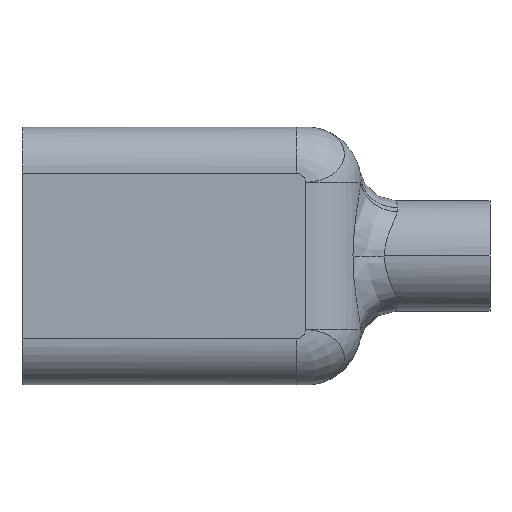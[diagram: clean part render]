
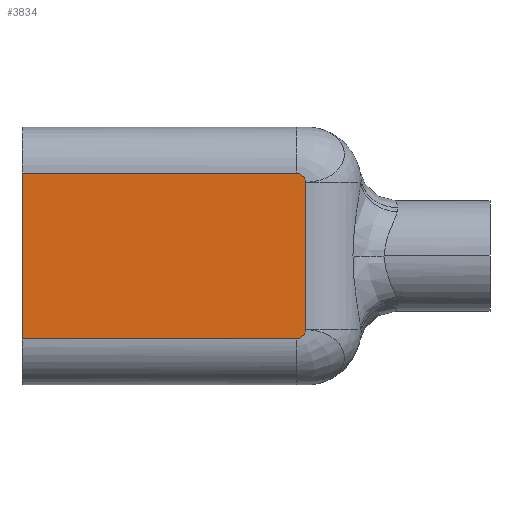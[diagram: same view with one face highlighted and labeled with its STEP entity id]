
A CAD part, left-side view. The second image highlights one B-rep face of the part: STEP entity #3834.
In plain terms, the highlighted planar face has unit normal (-1, 0, 0).
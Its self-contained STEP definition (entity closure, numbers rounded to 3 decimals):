
#193 = CARTESIAN_POINT ( 'NONE',  ( -13.5, 7.5, 10. ) ) ;
#212 = EDGE_LOOP ( 'NONE', ( #479, #1243, #707, #2854, #494, #2205 ) ) ;
#282 = DIRECTION ( 'NONE',  ( 0., 0., 1. ) ) ;
#324 = LINE ( 'NONE', #630, #2717 ) ;
#363 = LINE ( 'NONE', #2389, #2000 ) ;
#367 = DIRECTION ( 'NONE',  ( 0., 1., 0. ) ) ;
#415 = CARTESIAN_POINT ( 'NONE',  ( -13.5, 8.151, -11.25 ) ) ;
#433 = LINE ( 'NONE', #2522, #2281 ) ;
#469 = CARTESIAN_POINT ( 'NONE',  ( -13.5, 8.75, -11.25 ) ) ;
#479 = ORIENTED_EDGE ( 'NONE', *, *, #3109, .T. ) ;
#494 = ORIENTED_EDGE ( 'NONE', *, *, #1923, .F. ) ;
#551 = VERTEX_POINT ( 'NONE', #1374 ) ;
#577 = CARTESIAN_POINT ( 'NONE',  ( -13.5, 8.75, 11.25 ) ) ;
#626 = CARTESIAN_POINT ( 'NONE',  ( -13.5, 0., -11.25 ) ) ;
#630 = CARTESIAN_POINT ( 'NONE',  ( -13.5, 8.75, -11.25 ) ) ;
#707 = ORIENTED_EDGE ( 'NONE', *, *, #3896, .F. ) ;
#733 = EDGE_CURVE ( 'NONE', #1335, #973, #433, .T. ) ;
#951 = PLANE ( 'NONE',  #4039 ) ;
#973 = VERTEX_POINT ( 'NONE', #3783 ) ;
#1109 = CARTESIAN_POINT ( 'NONE',  ( -13.5, 7.5, -10. ) ) ;
#1243 = ORIENTED_EDGE ( 'NONE', *, *, #733, .T. ) ;
#1268 = CARTESIAN_POINT ( 'NONE',  ( -13.5, 8.75, 11.25 ) ) ;
#1335 = VERTEX_POINT ( 'NONE', #577 ) ;
#1374 = CARTESIAN_POINT ( 'NONE',  ( -13.5, 7.5, 10. ) ) ;
#1485 = EDGE_CURVE ( 'NONE', #3651, #551, #2442, .T. ) ;
#1554 = CARTESIAN_POINT ( 'NONE',  ( -13.5, 7.508, 10.599 ) ) ;
#1579 = CARTESIAN_POINT ( 'NONE',  ( -13.5, 8.151, 11.25 ) ) ;
#1694 = CARTESIAN_POINT ( 'NONE',  ( -13.5, 7.5, -10. ) ) ;
#1737 = DIRECTION ( 'NONE',  ( 0., 0., 1. ) ) ;
#1766 = DIRECTION ( 'NONE',  ( 0., 0., 1. ) ) ;
#1923 = EDGE_CURVE ( 'NONE', #3651, #2138, #3693, .T. ) ;
#1992 = CARTESIAN_POINT ( 'NONE',  ( -13.5, 8.75, -11.25 ) ) ;
#2000 = VECTOR ( 'NONE', #1766, 1000. ) ;
#2138 = VERTEX_POINT ( 'NONE', #469 ) ;
#2205 = ORIENTED_EDGE ( 'NONE', *, *, #1485, .T. ) ;
#2281 = VECTOR ( 'NONE', #3909, 1000. ) ;
#2389 = CARTESIAN_POINT ( 'NONE',  ( -13.5, 46., -11.25 ) ) ;
#2442 = LINE ( 'NONE', #1694, #4406 ) ;
#2522 = CARTESIAN_POINT ( 'NONE',  ( -13.5, 8.75, 11.25 ) ) ;
#2612 = VERTEX_POINT ( 'NONE', #2822 ) ;
#2616 = DIRECTION ( 'NONE',  ( -1., 0., 0. ) ) ;
#2717 = VECTOR ( 'NONE', #367, 1000. ) ;
#2822 = CARTESIAN_POINT ( 'NONE',  ( -13.5, 46., -11.25 ) ) ;
#2854 = ORIENTED_EDGE ( 'NONE', *, *, #4205, .F. ) ;
#3109 = EDGE_CURVE ( 'NONE', #551, #1335, #4075, .T. ) ;
#3492 = CARTESIAN_POINT ( 'NONE',  ( -13.5, 7.5, -10. ) ) ;
#3651 = VERTEX_POINT ( 'NONE', #1109 ) ;
#3693 = B_SPLINE_CURVE_WITH_KNOTS ( 'NONE', 3,
 ( #3492, #3737, #415, #1992 ),
 .UNSPECIFIED., .F., .F.,
 ( 4, 4 ),
 ( 0., 1. ),
 .UNSPECIFIED. ) ;
#3737 = CARTESIAN_POINT ( 'NONE',  ( -13.5, 7.508, -10.599 ) ) ;
#3783 = CARTESIAN_POINT ( 'NONE',  ( -13.5, 46., 11.25 ) ) ;
#3834 = ADVANCED_FACE ( 'NONE', ( #4033 ), #951, .T. ) ;
#3896 = EDGE_CURVE ( 'NONE', #2612, #973, #363, .T. ) ;
#3909 = DIRECTION ( 'NONE',  ( 0., 1., 0. ) ) ;
#4033 = FACE_OUTER_BOUND ( 'NONE', #212, .T. ) ;
#4039 = AXIS2_PLACEMENT_3D ( 'NONE', #626, #2616, #282 ) ;
#4075 = B_SPLINE_CURVE_WITH_KNOTS ( 'NONE', 3,
 ( #193, #1554, #1579, #1268 ),
 .UNSPECIFIED., .F., .F.,
 ( 4, 4 ),
 ( 0., 1. ),
 .UNSPECIFIED. ) ;
#4205 = EDGE_CURVE ( 'NONE', #2138, #2612, #324, .T. ) ;
#4406 = VECTOR ( 'NONE', #1737, 1000. ) ;
